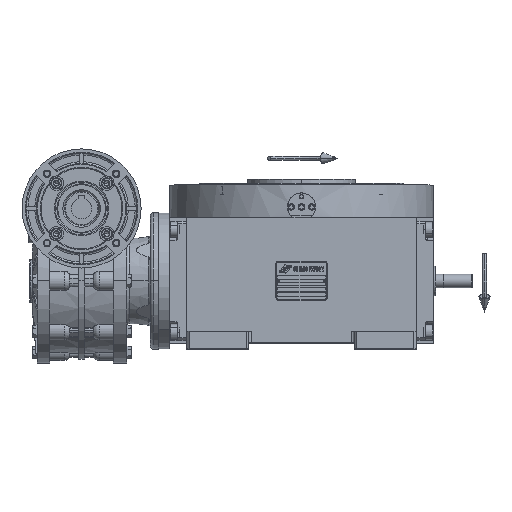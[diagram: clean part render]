
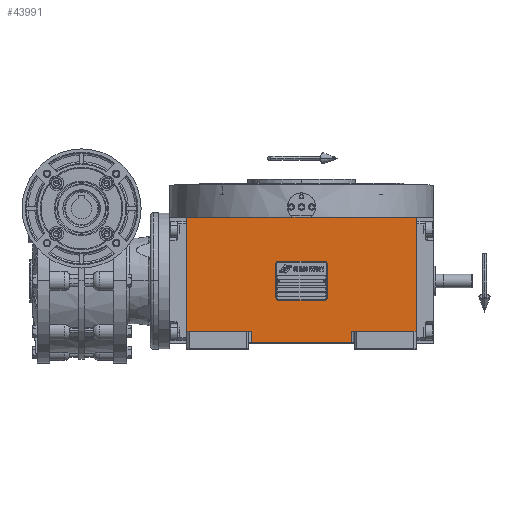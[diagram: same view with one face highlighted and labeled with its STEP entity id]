
A CAD part, top view. The second image highlights one B-rep face of the part: STEP entity #43991.
In plain terms, the highlighted planar face has unit normal (0, 0, 1).
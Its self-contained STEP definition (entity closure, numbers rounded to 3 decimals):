
#1453 = DIRECTION ( 'NONE',  ( 1., 0., 0. ) ) ;
#2478 = CARTESIAN_POINT ( 'NONE',  ( 135., -59., 226. ) ) ;
#2929 = ORIENTED_EDGE ( 'NONE', *, *, #87997, .T. ) ;
#3603 = PLANE ( 'NONE',  #93390 ) ;
#9317 = DIRECTION ( 'NONE',  ( 1., 0., 0. ) ) ;
#9372 = CARTESIAN_POINT ( 'NONE',  ( 59., -73., 226. ) ) ;
#10924 = VERTEX_POINT ( 'NONE', #9372 ) ;
#13400 = VERTEX_POINT ( 'NONE', #78909 ) ;
#14594 = LINE ( 'NONE', #95023, #93895 ) ;
#17535 = DIRECTION ( 'NONE',  ( 0., 1., 0. ) ) ;
#18071 = CARTESIAN_POINT ( 'NONE',  ( -135., -59., 226. ) ) ;
#18290 = CARTESIAN_POINT ( 'NONE',  ( -59., -73., 226. ) ) ;
#18944 = LINE ( 'NONE', #28829, #20117 ) ;
#19515 = VECTOR ( 'NONE', #26202, 1000. ) ;
#20117 = VECTOR ( 'NONE', #1453, 1000. ) ;
#20505 = ORIENTED_EDGE ( 'NONE', *, *, #22522, .T. ) ;
#22393 = VERTEX_POINT ( 'NONE', #53629 ) ;
#22522 = EDGE_CURVE ( 'NONE', #62939, #86312, #46046, .T. ) ;
#25774 = VECTOR ( 'NONE', #17535, 1000. ) ;
#26202 = DIRECTION ( 'NONE',  ( 1., 0., 0. ) ) ;
#26561 = EDGE_CURVE ( 'NONE', #86312, #46407, #46514, .T. ) ;
#27631 = CARTESIAN_POINT ( 'NONE',  ( -135., -59., 226. ) ) ;
#27931 = CARTESIAN_POINT ( 'NONE',  ( -59., -73., 226. ) ) ;
#28829 = CARTESIAN_POINT ( 'NONE',  ( -135., 75., 226. ) ) ;
#29271 = VECTOR ( 'NONE', #71348, 1000. ) ;
#29871 = CARTESIAN_POINT ( 'NONE',  ( -135., -73., 226. ) ) ;
#31262 = EDGE_CURVE ( 'NONE', #56585, #13400, #36374, .T. ) ;
#32392 = EDGE_CURVE ( 'NONE', #13400, #46407, #18944, .T. ) ;
#33156 = EDGE_CURVE ( 'NONE', #67066, #22393, #36142, .T. ) ;
#33825 = LINE ( 'NONE', #18071, #48567 ) ;
#34990 = CARTESIAN_POINT ( 'NONE',  ( -59., -73., 226. ) ) ;
#36142 = LINE ( 'NONE', #34990, #25774 ) ;
#36374 = LINE ( 'NONE', #27631, #29271 ) ;
#38012 = DIRECTION ( 'NONE',  ( 1., 0., 0. ) ) ;
#42551 = DIRECTION ( 'NONE',  ( 0., -1., 0. ) ) ;
#43991 = ADVANCED_FACE ( 'NONE', ( #47338 ), #3603, .T. ) ;
#46046 = LINE ( 'NONE', #72817, #91127 ) ;
#46407 = VERTEX_POINT ( 'NONE', #68822 ) ;
#46514 = LINE ( 'NONE', #89665, #108819 ) ;
#47338 = FACE_OUTER_BOUND ( 'NONE', #80367, .T. ) ;
#48567 = VECTOR ( 'NONE', #9317, 1000. ) ;
#53629 = CARTESIAN_POINT ( 'NONE',  ( -59., -59., 226. ) ) ;
#56585 = VERTEX_POINT ( 'NONE', #97088 ) ;
#62281 = DIRECTION ( 'NONE',  ( 0., 1., 0. ) ) ;
#62939 = VERTEX_POINT ( 'NONE', #108144 ) ;
#64261 = DIRECTION ( 'NONE',  ( 0., 0., 1. ) ) ;
#67066 = VERTEX_POINT ( 'NONE', #18290 ) ;
#68822 = CARTESIAN_POINT ( 'NONE',  ( 135., 75., 226. ) ) ;
#71348 = DIRECTION ( 'NONE',  ( 0., 1., 0. ) ) ;
#72817 = CARTESIAN_POINT ( 'NONE',  ( 59., -59., 226. ) ) ;
#75212 = ORIENTED_EDGE ( 'NONE', *, *, #94045, .T. ) ;
#78909 = CARTESIAN_POINT ( 'NONE',  ( -135., 75., 226. ) ) ;
#80367 = EDGE_LOOP ( 'NONE', ( #75212, #97519, #20505, #91303, #89412, #101914, #2929, #101059 ) ) ;
#80389 = LINE ( 'NONE', #27931, #19515 ) ;
#86312 = VERTEX_POINT ( 'NONE', #2478 ) ;
#87997 = EDGE_CURVE ( 'NONE', #56585, #22393, #33825, .T. ) ;
#89412 = ORIENTED_EDGE ( 'NONE', *, *, #32392, .F. ) ;
#89665 = CARTESIAN_POINT ( 'NONE',  ( 135., -59., 226. ) ) ;
#90346 = DIRECTION ( 'NONE',  ( 1., 0., 0. ) ) ;
#91127 = VECTOR ( 'NONE', #90346, 1000. ) ;
#91303 = ORIENTED_EDGE ( 'NONE', *, *, #26561, .T. ) ;
#93390 = AXIS2_PLACEMENT_3D ( 'NONE', #29871, #64261, #38012 ) ;
#93895 = VECTOR ( 'NONE', #42551, 1000. ) ;
#93923 = EDGE_CURVE ( 'NONE', #62939, #10924, #14594, .T. ) ;
#94045 = EDGE_CURVE ( 'NONE', #67066, #10924, #80389, .T. ) ;
#95023 = CARTESIAN_POINT ( 'NONE',  ( 59., -59., 226. ) ) ;
#97088 = CARTESIAN_POINT ( 'NONE',  ( -135., -59., 226. ) ) ;
#97519 = ORIENTED_EDGE ( 'NONE', *, *, #93923, .F. ) ;
#101059 = ORIENTED_EDGE ( 'NONE', *, *, #33156, .F. ) ;
#101914 = ORIENTED_EDGE ( 'NONE', *, *, #31262, .F. ) ;
#108144 = CARTESIAN_POINT ( 'NONE',  ( 59., -59., 226. ) ) ;
#108819 = VECTOR ( 'NONE', #62281, 1000. ) ;
